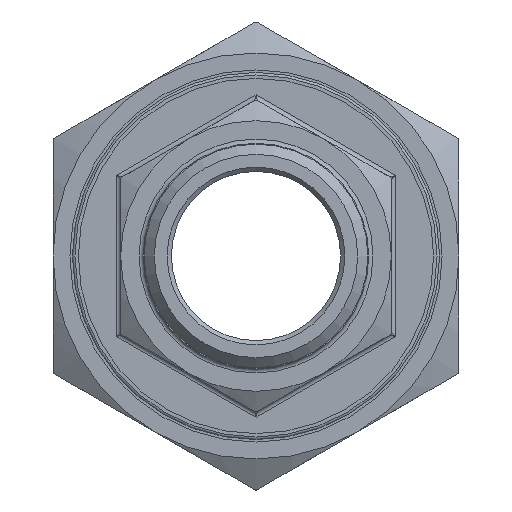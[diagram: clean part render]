
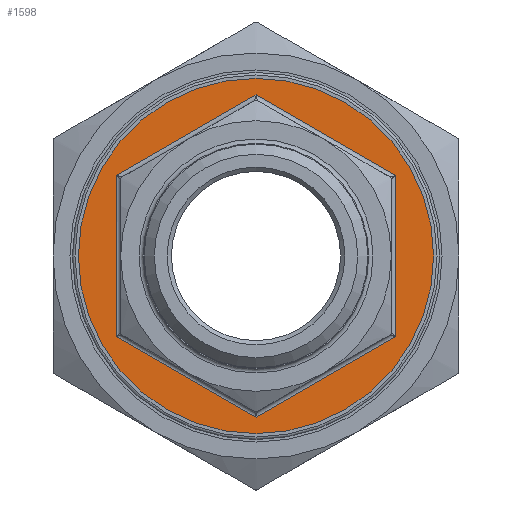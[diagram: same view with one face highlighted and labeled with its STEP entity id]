
A CAD part, front view. The second image highlights one B-rep face of the part: STEP entity #1598.
In plain terms, the highlighted planar face has unit normal (0, -1, 0).
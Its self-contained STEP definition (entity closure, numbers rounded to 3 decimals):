
#179=LINE('',#2971,#239);
#183=LINE('',#3028,#243);
#187=LINE('',#3091,#247);
#191=LINE('',#3150,#251);
#195=LINE('',#3202,#255);
#201=LINE('',#3278,#261);
#239=VECTOR('',#2045,19.053);
#243=VECTOR('',#2061,19.053);
#247=VECTOR('',#2085,19.053);
#251=VECTOR('',#2105,19.053);
#255=VECTOR('',#2123,19.053);
#261=VECTOR('',#2169,19.053);
#342=PLANE('',#1772);
#359=FACE_BOUND('',#578,.T.);
#459=FACE_OUTER_BOUND('',#577,.T.);
#577=EDGE_LOOP('',(#1407));
#578=EDGE_LOOP('',(#1408,#1409,#1410,#1411,#1412,#1413));
#665=CIRCLE('',#1773,21.);
#775=VERTEX_POINT('',#2933);
#782=VERTEX_POINT('',#2970);
#788=VERTEX_POINT('',#3027);
#796=VERTEX_POINT('',#3090);
#802=VERTEX_POINT('',#3149);
#805=VERTEX_POINT('',#3180);
#815=VERTEX_POINT('',#3280);
#970=EDGE_CURVE('',#775,#782,#179,.T.);
#980=EDGE_CURVE('',#782,#788,#183,.T.);
#993=EDGE_CURVE('',#788,#796,#187,.T.);
#1004=EDGE_CURVE('',#796,#802,#191,.T.);
#1014=EDGE_CURVE('',#802,#805,#195,.T.);
#1032=EDGE_CURVE('',#805,#775,#201,.T.);
#1033=EDGE_CURVE('',#815,#815,#665,.T.);
#1407=ORIENTED_EDGE('',*,*,#1033,.T.);
#1408=ORIENTED_EDGE('',*,*,#993,.F.);
#1409=ORIENTED_EDGE('',*,*,#980,.F.);
#1410=ORIENTED_EDGE('',*,*,#970,.F.);
#1411=ORIENTED_EDGE('',*,*,#1032,.F.);
#1412=ORIENTED_EDGE('',*,*,#1014,.F.);
#1413=ORIENTED_EDGE('',*,*,#1004,.F.);
#1598=ADVANCED_FACE('',(#459,#359),#342,.F.);
#1772=AXIS2_PLACEMENT_3D('',#3279,#2170,#2171);
#1773=AXIS2_PLACEMENT_3D('',#3281,#2172,#2173);
#2045=DIRECTION('',(-0.866,0.,-0.5));
#2061=DIRECTION('',(0.,0.,-1.));
#2085=DIRECTION('',(0.866,0.,-0.5));
#2105=DIRECTION('',(0.866,0.,0.5));
#2123=DIRECTION('',(0.,0.,1.));
#2169=DIRECTION('',(-0.866,0.,0.5));
#2170=DIRECTION('center_axis',(0.,1.,0.));
#2171=DIRECTION('ref_axis',(0.,0.,1.));
#2172=DIRECTION('center_axis',(0.,-1.,0.));
#2173=DIRECTION('ref_axis',(1.,0.,0.));
#2933=CARTESIAN_POINT('',(0.,-8.75,19.053));
#2970=CARTESIAN_POINT('',(-16.5,-8.75,9.526));
#2971=CARTESIAN_POINT('',(-12.25,-8.75,11.98));
#3027=CARTESIAN_POINT('',(-16.5,-8.75,-9.526));
#3028=CARTESIAN_POINT('',(-16.5,-8.75,-4.619));
#3090=CARTESIAN_POINT('',(0.,-8.75,-19.053));
#3091=CARTESIAN_POINT('',(-4.25,-8.75,-16.599));
#3149=CARTESIAN_POINT('',(16.5,-8.75,-9.526));
#3150=CARTESIAN_POINT('',(12.25,-8.75,-11.98));
#3180=CARTESIAN_POINT('',(16.5,-8.75,9.526));
#3202=CARTESIAN_POINT('',(16.5,-8.75,4.619));
#3278=CARTESIAN_POINT('',(4.25,-8.75,16.599));
#3279=CARTESIAN_POINT('Origin',(0.,-8.75,0.));
#3280=CARTESIAN_POINT('',(-21.,-8.75,0.));
#3281=CARTESIAN_POINT('Origin',(0.,-8.75,0.));
